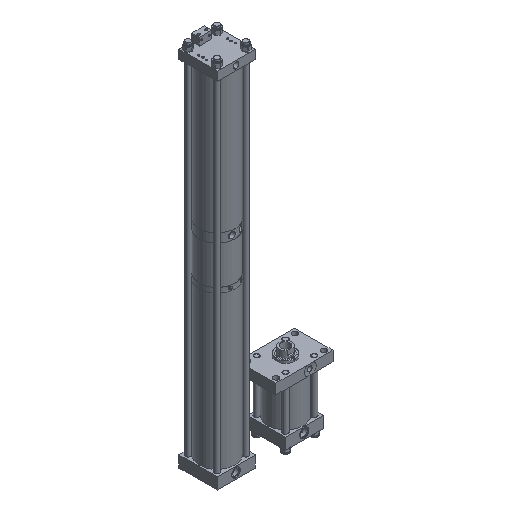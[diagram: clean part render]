
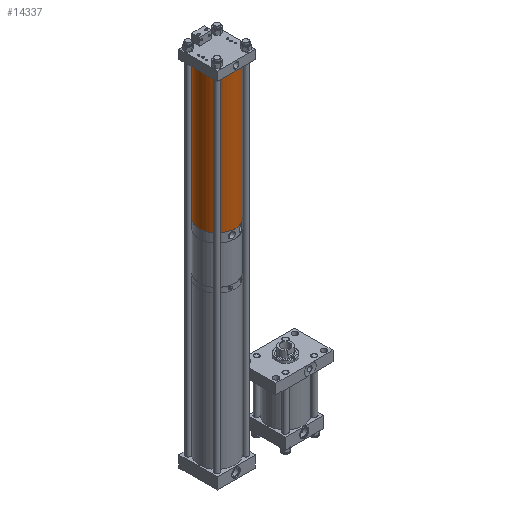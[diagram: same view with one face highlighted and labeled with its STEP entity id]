
A CAD part, isometric view. The second image highlights one B-rep face of the part: STEP entity #14337.
In plain terms, the highlighted cylindrical face has radius 88.9 mm (diameter 177.8 mm), a partial arc.
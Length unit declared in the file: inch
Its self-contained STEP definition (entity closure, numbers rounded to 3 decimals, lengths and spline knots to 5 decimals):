
#104 = CARTESIAN_POINT ( 'NONE',  ( 0., 0., 27.17 ) ) ;
#1015 = CARTESIAN_POINT ( 'NONE',  ( -3.5, 0., 27.17 ) ) ;
#1040 = EDGE_CURVE ( 'NONE', #16198, #16135, #7087, .T. ) ;
#1987 = EDGE_CURVE ( 'NONE', #4048, #16198, #8812, .T. ) ;
#1989 = CARTESIAN_POINT ( 'NONE',  ( -3.5, 0., 27.17 ) ) ;
#2167 = DIRECTION ( 'NONE',  ( 0., 0., -1. ) ) ;
#2334 = AXIS2_PLACEMENT_3D ( 'NONE', #14770, #2167, #3561 ) ;
#2345 = CARTESIAN_POINT ( 'NONE',  ( -3.5, 0., 0. ) ) ;
#3165 = AXIS2_PLACEMENT_3D ( 'NONE', #104, #10151, #13973 ) ;
#3561 = DIRECTION ( 'NONE',  ( -1., 0., 0. ) ) ;
#3756 = CARTESIAN_POINT ( 'NONE',  ( 3.5, 0., 0. ) ) ;
#4048 = VERTEX_POINT ( 'NONE', #1989 ) ;
#4323 = VECTOR ( 'NONE', #15014, 39.37008 ) ;
#5497 = VECTOR ( 'NONE', #13717, 39.37008 ) ;
#5961 = CARTESIAN_POINT ( 'NONE',  ( 0., 0., 0. ) ) ;
#6911 = CARTESIAN_POINT ( 'NONE',  ( 3.5, 0., 27.17 ) ) ;
#7087 = LINE ( 'NONE', #6911, #5497 ) ;
#7203 = ORIENTED_EDGE ( 'NONE', *, *, #16004, .T. ) ;
#7835 = ORIENTED_EDGE ( 'NONE', *, *, #10631, .T. ) ;
#8345 = CYLINDRICAL_SURFACE ( 'NONE', #2334, 3.5 ) ;
#8777 = ORIENTED_EDGE ( 'NONE', *, *, #1987, .F. ) ;
#8812 = CIRCLE ( 'NONE', #3165, 3.5 ) ;
#9386 = AXIS2_PLACEMENT_3D ( 'NONE', #5961, #14893, #16171 ) ;
#10151 = DIRECTION ( 'NONE',  ( 0., 0., 1. ) ) ;
#10264 = EDGE_LOOP ( 'NONE', ( #15072, #8777, #7203, #7835 ) ) ;
#10631 = EDGE_CURVE ( 'NONE', #15492, #16135, #16412, .T. ) ;
#11658 = CARTESIAN_POINT ( 'NONE',  ( 3.5, 0., 27.17 ) ) ;
#13717 = DIRECTION ( 'NONE',  ( 0., 0., -1. ) ) ;
#13951 = FACE_OUTER_BOUND ( 'NONE', #10264, .T. ) ;
#13973 = DIRECTION ( 'NONE',  ( 1., 0., 0. ) ) ;
#14337 = ADVANCED_FACE ( 'NONE', ( #13951 ), #8345, .T. ) ;
#14690 = LINE ( 'NONE', #1015, #4323 ) ;
#14770 = CARTESIAN_POINT ( 'NONE',  ( 0., 0., 27.17 ) ) ;
#14893 = DIRECTION ( 'NONE',  ( 0., 0., 1. ) ) ;
#15014 = DIRECTION ( 'NONE',  ( 0., 0., -1. ) ) ;
#15072 = ORIENTED_EDGE ( 'NONE', *, *, #1040, .F. ) ;
#15492 = VERTEX_POINT ( 'NONE', #2345 ) ;
#16004 = EDGE_CURVE ( 'NONE', #4048, #15492, #14690, .T. ) ;
#16135 = VERTEX_POINT ( 'NONE', #3756 ) ;
#16171 = DIRECTION ( 'NONE',  ( 1., 0., 0. ) ) ;
#16198 = VERTEX_POINT ( 'NONE', #11658 ) ;
#16412 = CIRCLE ( 'NONE', #9386, 3.5 ) ;
